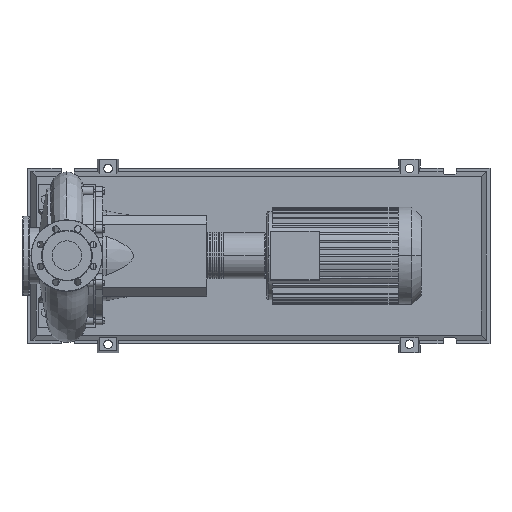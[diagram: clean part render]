
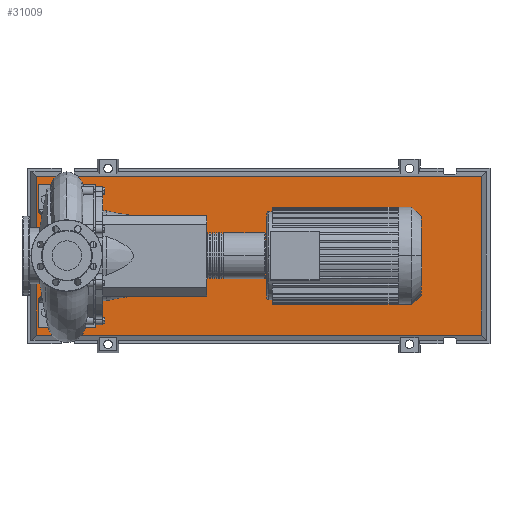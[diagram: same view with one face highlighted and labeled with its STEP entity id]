
A CAD part, top view. The second image highlights one B-rep face of the part: STEP entity #31009.
In plain terms, the highlighted planar face has unit normal (0, 0, 1).
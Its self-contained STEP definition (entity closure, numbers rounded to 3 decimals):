
#30690=CARTESIAN_POINT('',(1155.471,-220.471,103.0));
#30691=VERTEX_POINT('',#30690);
#30698=CARTESIAN_POINT('',(-85.471,-220.471,103.0));
#30699=VERTEX_POINT('',#30698);
#30700=CARTESIAN_POINT('',(1155.471,-220.471,103.0));
#30701=DIRECTION('',(-1.0,0.0,0.0));
#30702=VECTOR('',#30701,1240.941);
#30703=LINE('',#30700,#30702);
#30704=EDGE_CURVE('',#30691,#30699,#30703,.T.);
#30922=CARTESIAN_POINT('',(1155.471,220.471,103.0));
#30923=VERTEX_POINT('',#30922);
#30924=CARTESIAN_POINT('',(1155.471,220.471,103.0));
#30925=DIRECTION('',(0.0,-1.0,0.0));
#30926=VECTOR('',#30925,440.941);
#30927=LINE('',#30924,#30926);
#30928=EDGE_CURVE('',#30923,#30691,#30927,.T.);
#30946=CARTESIAN_POINT('',(-85.471,220.471,103.0));
#30947=VERTEX_POINT('',#30946);
#30948=CARTESIAN_POINT('',(-85.471,-220.471,103.0));
#30949=DIRECTION('',(0.0,1.0,0.0));
#30950=VECTOR('',#30949,440.941);
#30951=LINE('',#30948,#30950);
#30952=EDGE_CURVE('',#30699,#30947,#30951,.T.);
#30985=CARTESIAN_POINT('',(-85.471,220.471,103.0));
#30986=DIRECTION('',(1.0,0.0,0.0));
#30987=VECTOR('',#30986,1240.941);
#30988=LINE('',#30985,#30987);
#30989=EDGE_CURVE('',#30947,#30923,#30988,.T.);
#30998=CARTESIAN_POINT('',(535.,0.,103.0));
#30999=DIRECTION('',(0.0,0.0,1.0));
#31000=DIRECTION('',(1.0,0.0,0.0));
#31001=AXIS2_PLACEMENT_3D('',#30998,#30999,#31000);
#31002=PLANE('',#31001);
#31003=ORIENTED_EDGE('',*,*,#30928,.F.);
#31004=ORIENTED_EDGE('',*,*,#30989,.F.);
#31005=ORIENTED_EDGE('',*,*,#30952,.F.);
#31006=ORIENTED_EDGE('',*,*,#30704,.F.);
#31007=EDGE_LOOP('',(#31003,#31004,#31005,#31006));
#31008=FACE_OUTER_BOUND('',#31007,.T.);
#31009=ADVANCED_FACE('',(#31008),#31002,.T.);
